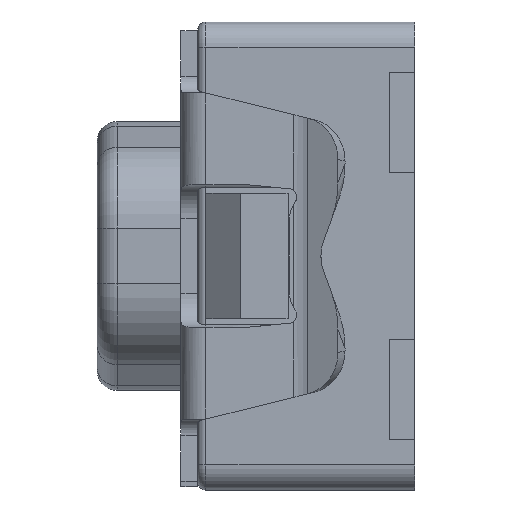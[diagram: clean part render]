
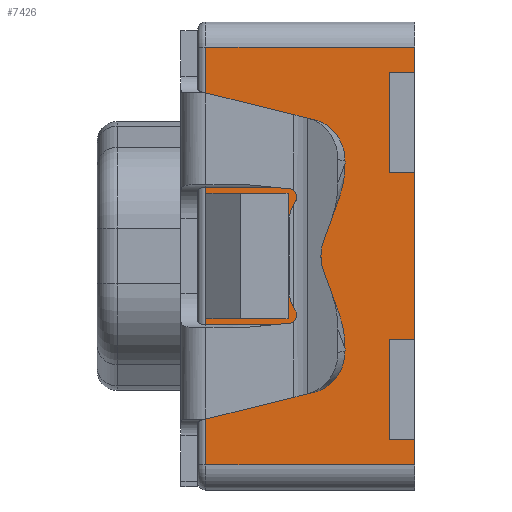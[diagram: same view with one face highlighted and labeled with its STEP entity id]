
A CAD part, left-side view. The second image highlights one B-rep face of the part: STEP entity #7426.
In plain terms, the highlighted planar face has unit normal (-1, 0, 0).
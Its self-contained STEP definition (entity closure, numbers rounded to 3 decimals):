
#33 = VERTEX_POINT ( 'NONE', #7029 ) ;
#134 = ORIENTED_EDGE ( 'NONE', *, *, #3892, .T. ) ;
#215 = EDGE_LOOP ( 'NONE', ( #472, #6203, #2348, #5904, #1433, #3440, #4562, #134, #6217, #6433, #3524, #4042 ) ) ;
#286 = EDGE_CURVE ( 'NONE', #5097, #4592, #7759, .T. ) ;
#372 = CARTESIAN_POINT ( 'NONE',  ( -1.9, -1.4, -1.25 ) ) ;
#412 = VECTOR ( 'NONE', #4584, 1000. ) ;
#421 = CARTESIAN_POINT ( 'NONE',  ( -1.9, -1.25, -1.25 ) ) ;
#472 = ORIENTED_EDGE ( 'NONE', *, *, #3784, .T. ) ;
#480 = VERTEX_POINT ( 'NONE', #2270 ) ;
#537 = DIRECTION ( 'NONE',  ( 0., -1., 0. ) ) ;
#549 = VECTOR ( 'NONE', #6151, 1000. ) ;
#650 = CARTESIAN_POINT ( 'NONE',  ( -1.9, -7.52, 1.25 ) ) ;
#923 = CARTESIAN_POINT ( 'NONE',  ( -1.9, -1.4, -1.25 ) ) ;
#986 = LINE ( 'NONE', #6282, #6622 ) ;
#1139 = EDGE_CURVE ( 'NONE', #3244, #6507, #986, .T. ) ;
#1262 = CARTESIAN_POINT ( 'NONE',  ( -1.9, -0.15, -1.25 ) ) ;
#1433 = ORIENTED_EDGE ( 'NONE', *, *, #3109, .T. ) ;
#1462 = LINE ( 'NONE', #6349, #2830 ) ;
#1496 = DIRECTION ( 'NONE',  ( 0., 1., 0. ) ) ;
#1682 = VERTEX_POINT ( 'NONE', #2629 ) ;
#1829 = AXIS2_PLACEMENT_3D ( 'NONE', #6133, #5592, #4978 ) ;
#2060 = CARTESIAN_POINT ( 'NONE',  ( -1.9, -7.52, -1.1 ) ) ;
#2064 = LINE ( 'NONE', #923, #2705 ) ;
#2118 = EDGE_CURVE ( 'NONE', #5695, #5097, #3783, .T. ) ;
#2270 = CARTESIAN_POINT ( 'NONE',  ( -1.9, -1.25, -0.5 ) ) ;
#2348 = ORIENTED_EDGE ( 'NONE', *, *, #3267, .F. ) ;
#2376 = CARTESIAN_POINT ( 'NONE',  ( -1.9, -1.4, -1.25 ) ) ;
#2541 = VECTOR ( 'NONE', #5936, 1000. ) ;
#2629 = CARTESIAN_POINT ( 'NONE',  ( -1.9, -1.4, -0.5 ) ) ;
#2705 = VECTOR ( 'NONE', #5124, 1000. ) ;
#2830 = VECTOR ( 'NONE', #6270, 1000. ) ;
#2890 = CARTESIAN_POINT ( 'NONE',  ( -1.9, -1.25, -1.1 ) ) ;
#2939 = LINE ( 'NONE', #2060, #5171 ) ;
#3109 = EDGE_CURVE ( 'NONE', #1682, #5678, #4031, .T. ) ;
#3244 = VERTEX_POINT ( 'NONE', #7028 ) ;
#3267 = EDGE_CURVE ( 'NONE', #480, #3914, #6688, .T. ) ;
#3269 = FACE_OUTER_BOUND ( 'NONE', #215, .T. ) ;
#3322 = CARTESIAN_POINT ( 'NONE',  ( -1.9, -1.4, 1.25 ) ) ;
#3440 = ORIENTED_EDGE ( 'NONE', *, *, #7659, .T. ) ;
#3524 = ORIENTED_EDGE ( 'NONE', *, *, #286, .T. ) ;
#3783 = LINE ( 'NONE', #650, #4233 ) ;
#3784 = EDGE_CURVE ( 'NONE', #4028, #33, #2064, .T. ) ;
#3892 = EDGE_CURVE ( 'NONE', #6507, #4670, #7506, .T. ) ;
#3914 = VERTEX_POINT ( 'NONE', #2890 ) ;
#3938 = LINE ( 'NONE', #7750, #2541 ) ;
#4028 = VERTEX_POINT ( 'NONE', #2376 ) ;
#4031 = LINE ( 'NONE', #372, #4767 ) ;
#4042 = ORIENTED_EDGE ( 'NONE', *, *, #5990, .F. ) ;
#4044 = CARTESIAN_POINT ( 'NONE',  ( -1.9, -7.52, 1.1 ) ) ;
#4083 = DIRECTION ( 'NONE',  ( 0., 0., 1. ) ) ;
#4233 = VECTOR ( 'NONE', #7298, 1000. ) ;
#4378 = CARTESIAN_POINT ( 'NONE',  ( -1.9, -1.25, 1.1 ) ) ;
#4556 = DIRECTION ( 'NONE',  ( 0., 1., 0. ) ) ;
#4562 = ORIENTED_EDGE ( 'NONE', *, *, #1139, .T. ) ;
#4584 = DIRECTION ( 'NONE',  ( 0., 0., -1. ) ) ;
#4592 = VERTEX_POINT ( 'NONE', #1262 ) ;
#4670 = VERTEX_POINT ( 'NONE', #5013 ) ;
#4701 = EDGE_CURVE ( 'NONE', #33, #3914, #2939, .T. ) ;
#4767 = VECTOR ( 'NONE', #4083, 1000. ) ;
#4852 = LINE ( 'NONE', #7660, #6271 ) ;
#4888 = CARTESIAN_POINT ( 'NONE',  ( -1.9, -7.52, -1.25 ) ) ;
#4978 = DIRECTION ( 'NONE',  ( 0., 0., -1. ) ) ;
#5013 = CARTESIAN_POINT ( 'NONE',  ( -1.9, -1.4, 1.1 ) ) ;
#5097 = VERTEX_POINT ( 'NONE', #6474 ) ;
#5120 = VECTOR ( 'NONE', #537, 1000. ) ;
#5124 = DIRECTION ( 'NONE',  ( 0., 0., 1. ) ) ;
#5171 = VECTOR ( 'NONE', #1496, 1000. ) ;
#5249 = LINE ( 'NONE', #4888, #6117 ) ;
#5592 = DIRECTION ( 'NONE',  ( 1., 0., 0. ) ) ;
#5659 = EDGE_CURVE ( 'NONE', #4670, #5695, #1462, .T. ) ;
#5678 = VERTEX_POINT ( 'NONE', #6297 ) ;
#5695 = VERTEX_POINT ( 'NONE', #3322 ) ;
#5904 = ORIENTED_EDGE ( 'NONE', *, *, #7269, .T. ) ;
#5936 = DIRECTION ( 'NONE',  ( 0., -1., 0. ) ) ;
#5990 = EDGE_CURVE ( 'NONE', #4028, #4592, #5249, .T. ) ;
#6117 = VECTOR ( 'NONE', #6743, 1000. ) ;
#6128 = CARTESIAN_POINT ( 'NONE',  ( -1.9, -0.15, -1.25 ) ) ;
#6133 = CARTESIAN_POINT ( 'NONE',  ( -1.9, -7.52, -1.25 ) ) ;
#6151 = DIRECTION ( 'NONE',  ( 0., 0., -1. ) ) ;
#6203 = ORIENTED_EDGE ( 'NONE', *, *, #4701, .T. ) ;
#6217 = ORIENTED_EDGE ( 'NONE', *, *, #5659, .T. ) ;
#6270 = DIRECTION ( 'NONE',  ( 0., 0., 1. ) ) ;
#6271 = VECTOR ( 'NONE', #4556, 1000. ) ;
#6282 = CARTESIAN_POINT ( 'NONE',  ( -1.9, -1.25, -1.25 ) ) ;
#6297 = CARTESIAN_POINT ( 'NONE',  ( -1.9, -1.4, 0.5 ) ) ;
#6349 = CARTESIAN_POINT ( 'NONE',  ( -1.9, -1.4, -1.25 ) ) ;
#6433 = ORIENTED_EDGE ( 'NONE', *, *, #2118, .T. ) ;
#6474 = CARTESIAN_POINT ( 'NONE',  ( -1.9, -0.15, 1.25 ) ) ;
#6507 = VERTEX_POINT ( 'NONE', #4378 ) ;
#6622 = VECTOR ( 'NONE', #6968, 1000. ) ;
#6688 = LINE ( 'NONE', #421, #412 ) ;
#6743 = DIRECTION ( 'NONE',  ( 0., 1., 0. ) ) ;
#6968 = DIRECTION ( 'NONE',  ( 0., 0., 1. ) ) ;
#7028 = CARTESIAN_POINT ( 'NONE',  ( -1.9, -1.25, 0.5 ) ) ;
#7029 = CARTESIAN_POINT ( 'NONE',  ( -1.9, -1.4, -1.1 ) ) ;
#7269 = EDGE_CURVE ( 'NONE', #480, #1682, #3938, .T. ) ;
#7298 = DIRECTION ( 'NONE',  ( 0., 1., 0. ) ) ;
#7379 = PLANE ( 'NONE',  #1829 ) ;
#7426 = ADVANCED_FACE ( 'NONE', ( #3269 ), #7379, .F. ) ;
#7506 = LINE ( 'NONE', #4044, #5120 ) ;
#7659 = EDGE_CURVE ( 'NONE', #5678, #3244, #4852, .T. ) ;
#7660 = CARTESIAN_POINT ( 'NONE',  ( -1.9, -7.52, 0.5 ) ) ;
#7750 = CARTESIAN_POINT ( 'NONE',  ( -1.9, -7.52, -0.5 ) ) ;
#7759 = LINE ( 'NONE', #6128, #549 ) ;
